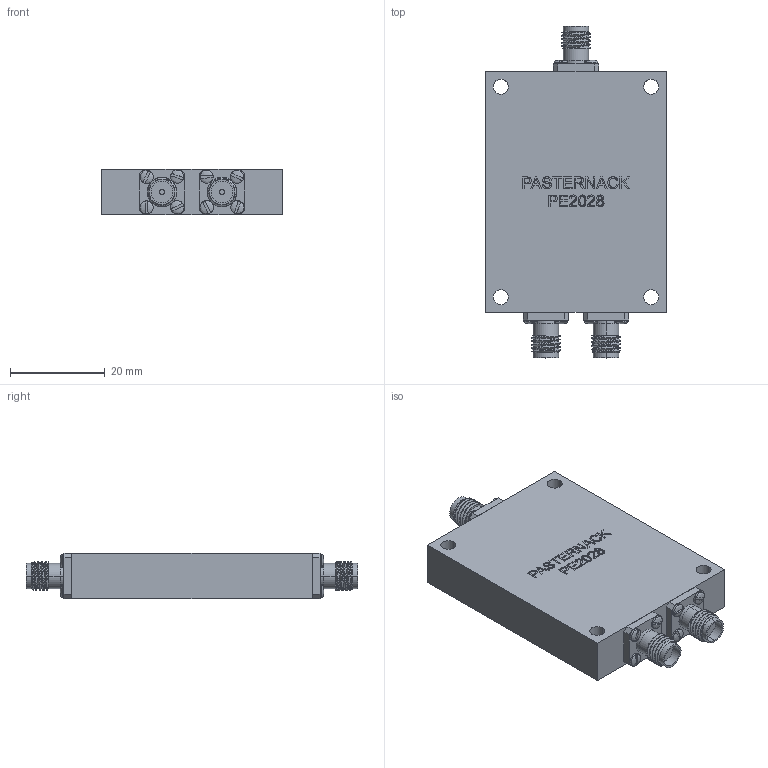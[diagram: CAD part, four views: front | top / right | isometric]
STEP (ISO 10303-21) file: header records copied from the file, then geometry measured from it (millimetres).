
FILE_DESCRIPTION (( 'STEP AP214' ), '1' );
FILE_NAME ('PE2028.STEP', '2020-02-12T21:53:01', ( '' ), ( '' ), 'SwSTEP 2.0', 'SolidWorks 2018', '' );
FILE_SCHEMA (( 'AUTOMOTIVE_DESIGN' ));
Length unit declared in the file: millimetre
Products named in the file (1): PE2028
Bounding box: 38.1 x 70.1 x 9.66 mm (x, y, z)
Volume: 19332.9 mm3; surface area: 8287.6 mm2
Topology: 41 solids, 41 shells, 1258 faces, 3468 edges, 2310 vertices
Faces by surface type: plane 1073, cylinder 149, bspline 30, cone 6
Entity records: 47311 total; most frequent: CARTESIAN_POINT 14927, ORIENTED_EDGE 6936, DIRECTION 6005, EDGE_CURVE 3468, VECTOR 3065, LINE 3065, VERTEX_POINT 2310, AXIS2_PLACEMENT_3D 1470
